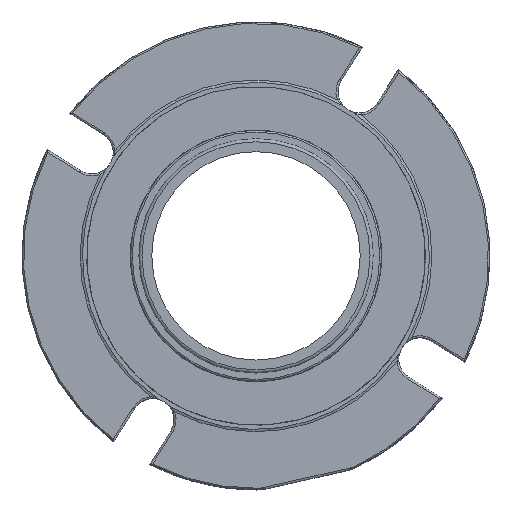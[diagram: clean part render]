
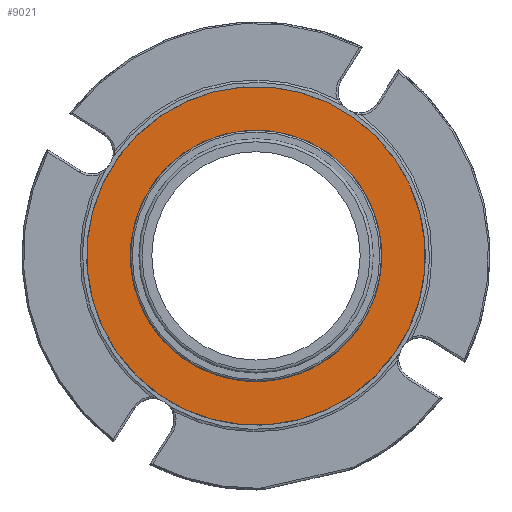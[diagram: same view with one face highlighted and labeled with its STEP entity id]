
A CAD part, left-side view. The second image highlights one B-rep face of the part: STEP entity #9021.
In plain terms, the highlighted planar face has unit normal (-1, 0, 0).
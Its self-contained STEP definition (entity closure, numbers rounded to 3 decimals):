
#1664=PLANE('',#9629);
#1893=ORIENTED_EDGE('',*,*,#4728,.T.);
#1894=ORIENTED_EDGE('',*,*,#4727,.T.);
#4727=EDGE_CURVE('',#6152,#6152,#7066,.F.);
#4728=EDGE_CURVE('',#6153,#6153,#7067,.T.);
#6152=VERTEX_POINT('',#13088);
#6153=VERTEX_POINT('',#13091);
#7066=CIRCLE('',#9628,61.278);
#7067=CIRCLE('',#9630,82.55);
#7567=EDGE_LOOP('',(#1893));
#7568=EDGE_LOOP('',(#1894));
#8224=FACE_BOUND('',#7567,.T.);
#8225=FACE_BOUND('',#7568,.T.);
#9021=ADVANCED_FACE('',(#8224,#8225),#1664,.T.);
#9628=AXIS2_PLACEMENT_3D('',#13087,#10649,#10650);
#9629=AXIS2_PLACEMENT_3D('',#13089,#10651,#10652);
#9630=AXIS2_PLACEMENT_3D('',#13090,#10653,#10654);
#10649=DIRECTION('',(-1.,0.,0.));
#10650=DIRECTION('',(0.,-1.,0.));
#10651=DIRECTION('',(-1.,0.,0.));
#10652=DIRECTION('',(0.,-0.577,0.816));
#10653=DIRECTION('',(-1.,0.,0.));
#10654=DIRECTION('',(0.,-0.577,0.816));
#13087=CARTESIAN_POINT('',(-10.276,0.,0.));
#13088=CARTESIAN_POINT('',(-10.276,-61.278,0.));
#13089=CARTESIAN_POINT('',(-10.276,-39.411,55.736));
#13090=CARTESIAN_POINT('',(-10.276,0.,0.));
#13091=CARTESIAN_POINT('',(-10.276,-47.66,67.402));
